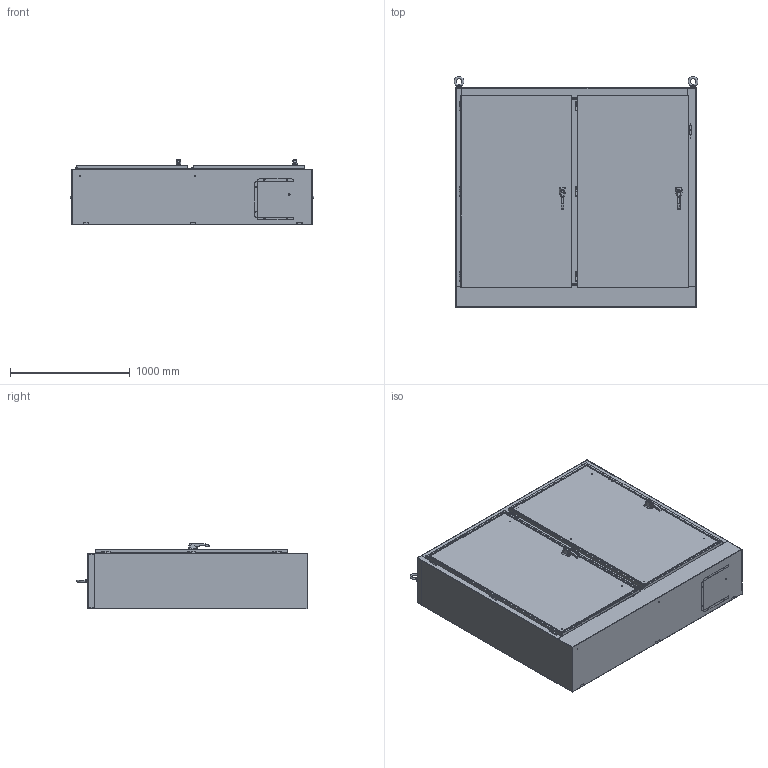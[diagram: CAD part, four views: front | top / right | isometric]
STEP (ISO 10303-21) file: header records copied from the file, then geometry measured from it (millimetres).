
FILE_DESCRIPTION (( 'STEP AP214' ), '1' );
FILE_NAME ('2UHD727918N4SS.STEP', '2019-07-26T12:55:24', ( '' ), ( '' ), 'SwSTEP 2.0', 'SolidWorks 2018', '' );
FILE_SCHEMA (( 'AUTOMOTIVE_DESIGN' ));
Length unit declared in the file: inch
Products named in the file (1): 2UHD727918N4SS
Bounding box: 2036.51 x 1925.27 x 545.22 mm (x, y, z)
Volume: 70721905.3 mm3; surface area: 32551348.8 mm2
Topology: 222 solids, 224 shells, 3298 faces, 7810 edges, 5021 vertices
Faces by surface type: plane 1929, cylinder 982, bspline 231, cone 145, torus 11
Full cylindrical faces by diameter (mm): 3.68 x4, 3.81 x4, 3.967 x4, 4.249 x2, 4.394 x2, 4.75 x5, 4.775 x2, 4.801 x2, 4.826 x4, 4.928 x1, 4.976 x13, 4.978 x3, 5.08 x2, 5.105 x6, 5.537 x8, 5.842 x2, 5.893 x2, 5.918 x2, 6.248 x8, 6.35 x46, 6.477 x6, 6.528 x10, 6.731 x2, 6.756 x3, 7.112 x10, 7.137 x13, 7.163 x5, 7.366 x2, 7.442 x6, 7.805 x9
Entity records: 159489 total; most frequent: CARTESIAN_POINT 41695, DIRECTION 14527, ORIENTED_EDGE 14332, EDGE_CURVE 7166, AXIS2_PLACEMENT_3D 5157, VERTEX_POINT 4982, EDGE_LOOP 4394, VECTOR 4213
